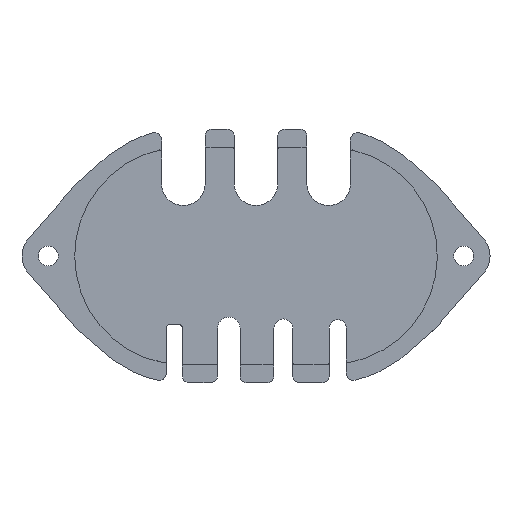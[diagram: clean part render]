
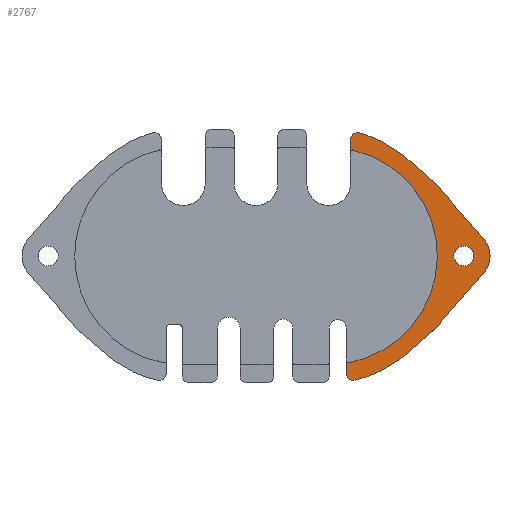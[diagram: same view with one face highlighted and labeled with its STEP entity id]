
A CAD part, top view. The second image highlights one B-rep face of the part: STEP entity #2767.
In plain terms, the highlighted planar face has unit normal (0, 0, 1).
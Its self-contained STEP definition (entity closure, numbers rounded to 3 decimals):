
#99 = CARTESIAN_POINT ( 'NONE',  ( 26.611, 29.16, 2. ) ) ;
#100 = VECTOR ( 'NONE', #475, 1000. ) ;
#186 = AXIS2_PLACEMENT_3D ( 'NONE', #2810, #1484, #1944 ) ;
#196 = AXIS2_PLACEMENT_3D ( 'NONE', #1008, #1679, #2150 ) ;
#254 = CARTESIAN_POINT ( 'NONE',  ( 24.85, -32.205, 2. ) ) ;
#283 = CARTESIAN_POINT ( 'NONE',  ( 62.819, -4.52, 2. ) ) ;
#286 = ORIENTED_EDGE ( 'NONE', *, *, #568, .T. ) ;
#288 = CARTESIAN_POINT ( 'NONE',  ( 20., 0., 2. ) ) ;
#308 = LINE ( 'NONE', #1035, #1970 ) ;
#323 = VERTEX_POINT ( 'NONE', #1066 ) ;
#339 = ORIENTED_EDGE ( 'NONE', *, *, #876, .F. ) ;
#353 = CARTESIAN_POINT ( 'NONE',  ( 26., 28.672, 2. ) ) ;
#375 = CARTESIAN_POINT ( 'NONE',  ( 25.441, -29.401, 2. ) ) ;
#415 = VERTEX_POINT ( 'NONE', #254 ) ;
#460 = CIRCLE ( 'NONE', #186, 2. ) ;
#475 = DIRECTION ( 'NONE',  ( 0., 1., 0. ) ) ;
#526 = CARTESIAN_POINT ( 'NONE',  ( 57.15, 0., 2. ) ) ;
#568 = EDGE_CURVE ( 'NONE', #1863, #835, #1689, .T. ) ;
#580 = FACE_OUTER_BOUND ( 'NONE', #1155, .T. ) ;
#628 = CARTESIAN_POINT ( 'NONE',  ( 54.4, 0., 2. ) ) ;
#676 = VERTEX_POINT ( 'NONE', #375 ) ;
#679 = B_SPLINE_CURVE_WITH_KNOTS ( 'NONE', 3,
 ( #1937, #2834, #824, #864 ),
 .UNSPECIFIED., .F., .F.,
 ( 4, 4 ),
 ( 0., 0.812 ),
 .UNSPECIFIED. ) ;
#717 = CIRCLE ( 'NONE', #1840, 2.75 ) ;
#719 = DIRECTION ( 'NONE',  ( 1., 0., 0. ) ) ;
#772 = DIRECTION ( 'NONE',  ( 0., 0., 1. ) ) ;
#777 = CARTESIAN_POINT ( 'NONE',  ( 28.512, 33.861, 2. ) ) ;
#824 = CARTESIAN_POINT ( 'NONE',  ( 37.541, -31.909, 2. ) ) ;
#835 = VERTEX_POINT ( 'NONE', #2540 ) ;
#838 = CIRCLE ( 'NONE', #928, 29.9 ) ;
#845 = AXIS2_PLACEMENT_3D ( 'NONE', #943, #2451, #2748 ) ;
#864 = CARTESIAN_POINT ( 'NONE',  ( 27.278, -34.159, 2. ) ) ;
#876 = EDGE_CURVE ( 'NONE', #676, #1868, #838, .T. ) ;
#893 = ORIENTED_EDGE ( 'NONE', *, *, #959, .T. ) ;
#902 = ORIENTED_EDGE ( 'NONE', *, *, #1100, .T. ) ;
#918 = CARTESIAN_POINT ( 'NONE',  ( 57.15, 0., 2. ) ) ;
#928 = AXIS2_PLACEMENT_3D ( 'NONE', #288, #1171, #2780 ) ;
#943 = CARTESIAN_POINT ( 'NONE',  ( 57.15, 0., 2. ) ) ;
#959 = EDGE_CURVE ( 'NONE', #415, #2623, #460, .T. ) ;
#985 = ORIENTED_EDGE ( 'NONE', *, *, #2093, .T. ) ;
#1008 = CARTESIAN_POINT ( 'NONE',  ( 28., 31.927, 2. ) ) ;
#1029 = ORIENTED_EDGE ( 'NONE', *, *, #2797, .T. ) ;
#1035 = CARTESIAN_POINT ( 'NONE',  ( 24.85, 0., 2. ) ) ;
#1066 = CARTESIAN_POINT ( 'NONE',  ( 59.9, 0., 2. ) ) ;
#1100 = EDGE_CURVE ( 'NONE', #676, #2324, #2774, .T. ) ;
#1155 = EDGE_LOOP ( 'NONE', ( #985, #286, #1589, #2597, #339, #902, #1029, #893, #2895, #2155 ) ) ;
#1171 = DIRECTION ( 'NONE',  ( 0., 0., 1. ) ) ;
#1222 = EDGE_CURVE ( 'NONE', #323, #1983, #717, .T. ) ;
#1242 = DIRECTION ( 'NONE',  ( 1., 0., 0. ) ) ;
#1345 = EDGE_CURVE ( 'NONE', #1983, #323, #1643, .T. ) ;
#1354 = AXIS2_PLACEMENT_3D ( 'NONE', #918, #2052, #2272 ) ;
#1363 = LINE ( 'NONE', #1389, #100 ) ;
#1377 = CARTESIAN_POINT ( 'NONE',  ( 27.278, -34.159, 2. ) ) ;
#1389 = CARTESIAN_POINT ( 'NONE',  ( 26., 0., 2. ) ) ;
#1390 = VERTEX_POINT ( 'NONE', #283 ) ;
#1398 = AXIS2_PLACEMENT_3D ( 'NONE', #2782, #772, #1663 ) ;
#1439 = CARTESIAN_POINT ( 'NONE',  ( 26.5, 28.672, 2. ) ) ;
#1484 = DIRECTION ( 'NONE',  ( 0., 0., 1. ) ) ;
#1589 = ORIENTED_EDGE ( 'NONE', *, *, #2618, .F. ) ;
#1592 = CIRCLE ( 'NONE', #845, 7.25 ) ;
#1643 = CIRCLE ( 'NONE', #1354, 2.75 ) ;
#1663 = DIRECTION ( 'NONE',  ( 1., 0., 0. ) ) ;
#1679 = DIRECTION ( 'NONE',  ( 0., 0., 1. ) ) ;
#1689 = CIRCLE ( 'NONE', #196, 2. ) ;
#1793 = CARTESIAN_POINT ( 'NONE',  ( 38.328, 31.262, 2. ) ) ;
#1812 = VERTEX_POINT ( 'NONE', #2485 ) ;
#1840 = AXIS2_PLACEMENT_3D ( 'NONE', #526, #2109, #2513 ) ;
#1863 = VERTEX_POINT ( 'NONE', #777 ) ;
#1868 = VERTEX_POINT ( 'NONE', #99 ) ;
#1937 = CARTESIAN_POINT ( 'NONE',  ( 62.819, -4.52, 2. ) ) ;
#1944 = DIRECTION ( 'NONE',  ( 1., 0., 0. ) ) ;
#1970 = VECTOR ( 'NONE', #2338, 1000. ) ;
#1983 = VERTEX_POINT ( 'NONE', #628 ) ;
#2052 = DIRECTION ( 'NONE',  ( 0., 0., 1. ) ) ;
#2093 = EDGE_CURVE ( 'NONE', #1812, #1863, #2385, .T. ) ;
#2109 = DIRECTION ( 'NONE',  ( 0., 0., 1. ) ) ;
#2119 = DIRECTION ( 'NONE',  ( 0., 0., -1. ) ) ;
#2150 = DIRECTION ( 'NONE',  ( 1., 0., 0. ) ) ;
#2155 = ORIENTED_EDGE ( 'NONE', *, *, #2667, .T. ) ;
#2261 = CARTESIAN_POINT ( 'NONE',  ( 62.819, 4.52, 2. ) ) ;
#2272 = DIRECTION ( 'NONE',  ( 1., 0., 0. ) ) ;
#2324 = VERTEX_POINT ( 'NONE', #2493 ) ;
#2338 = DIRECTION ( 'NONE',  ( 0., -1., 0. ) ) ;
#2385 = B_SPLINE_CURVE_WITH_KNOTS ( 'NONE', 3,
 ( #2261, #2464, #1793, #2450 ),
 .UNSPECIFIED., .F., .F.,
 ( 4, 4 ),
 ( 0., 0.78 ),
 .UNSPECIFIED. ) ;
#2450 = CARTESIAN_POINT ( 'NONE',  ( 28.512, 33.861, 2. ) ) ;
#2451 = DIRECTION ( 'NONE',  ( 0., 0., 1. ) ) ;
#2464 = CARTESIAN_POINT ( 'NONE',  ( 47.85, 23.292, 2. ) ) ;
#2485 = CARTESIAN_POINT ( 'NONE',  ( 62.819, 4.52, 2. ) ) ;
#2493 = CARTESIAN_POINT ( 'NONE',  ( 24.85, -28.909, 2. ) ) ;
#2507 = ORIENTED_EDGE ( 'NONE', *, *, #1222, .F. ) ;
#2513 = DIRECTION ( 'NONE',  ( 1., 0., 0. ) ) ;
#2540 = CARTESIAN_POINT ( 'NONE',  ( 26., 31.927, 2. ) ) ;
#2544 = EDGE_CURVE ( 'NONE', #1390, #2623, #679, .T. ) ;
#2561 = FACE_BOUND ( 'NONE', #2849, .T. ) ;
#2576 = PLANE ( 'NONE',  #1398 ) ;
#2597 = ORIENTED_EDGE ( 'NONE', *, *, #2796, .T. ) ;
#2618 = EDGE_CURVE ( 'NONE', #2766, #835, #1363, .T. ) ;
#2623 = VERTEX_POINT ( 'NONE', #1377 ) ;
#2631 = AXIS2_PLACEMENT_3D ( 'NONE', #2693, #2723, #719 ) ;
#2667 = EDGE_CURVE ( 'NONE', #1390, #1812, #1592, .T. ) ;
#2693 = CARTESIAN_POINT ( 'NONE',  ( 25.35, -28.909, 2. ) ) ;
#2723 = DIRECTION ( 'NONE',  ( 0., 0., -1. ) ) ;
#2748 = DIRECTION ( 'NONE',  ( 1., 0., 0. ) ) ;
#2766 = VERTEX_POINT ( 'NONE', #353 ) ;
#2767 = ADVANCED_FACE ( 'NONE', ( #2561, #580 ), #2576, .T. ) ;
#2771 = AXIS2_PLACEMENT_3D ( 'NONE', #1439, #2119, #1242 ) ;
#2774 = CIRCLE ( 'NONE', #2631, 0.5 ) ;
#2780 = DIRECTION ( 'NONE',  ( 1., 0., 0. ) ) ;
#2782 = CARTESIAN_POINT ( 'NONE',  ( 0., 0., 2. ) ) ;
#2796 = EDGE_CURVE ( 'NONE', #2766, #1868, #2858, .T. ) ;
#2797 = EDGE_CURVE ( 'NONE', #2324, #415, #308, .T. ) ;
#2801 = ORIENTED_EDGE ( 'NONE', *, *, #1345, .F. ) ;
#2810 = CARTESIAN_POINT ( 'NONE',  ( 26.85, -32.205, 2. ) ) ;
#2834 = CARTESIAN_POINT ( 'NONE',  ( 47.224, -24.077, 2. ) ) ;
#2849 = EDGE_LOOP ( 'NONE', ( #2801, #2507 ) ) ;
#2858 = CIRCLE ( 'NONE', #2771, 0.5 ) ;
#2895 = ORIENTED_EDGE ( 'NONE', *, *, #2544, .F. ) ;
